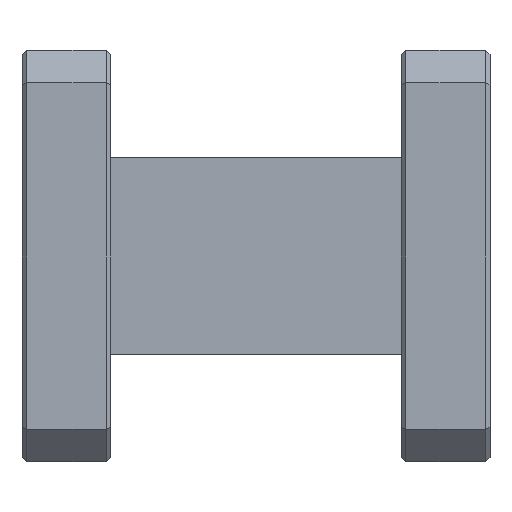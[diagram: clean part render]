
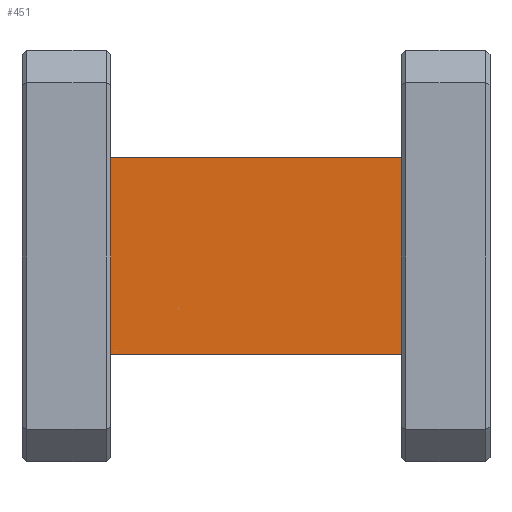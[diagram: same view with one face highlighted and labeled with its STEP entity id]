
A CAD part, front view. The second image highlights one B-rep face of the part: STEP entity #451.
In plain terms, the highlighted planar face has unit normal (0, -1, 0).
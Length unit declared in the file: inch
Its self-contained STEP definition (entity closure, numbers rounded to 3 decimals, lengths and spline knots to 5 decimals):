
#80 = DIRECTION ( 'NONE',  ( -1., 0., 0. ) ) ;
#105 = VERTEX_POINT ( 'NONE', #142 ) ;
#122 = EDGE_CURVE ( 'NONE', #1655, #1377, #2383, .T. ) ;
#134 = CARTESIAN_POINT ( 'NONE',  ( 0.81, -0.125, 0.21 ) ) ;
#138 = VECTOR ( 'NONE', #80, 39.37008 ) ;
#142 = CARTESIAN_POINT ( 'NONE',  ( 0.19, -0.125, -0.21 ) ) ;
#155 = EDGE_CURVE ( 'NONE', #318, #105, #1117, .T. ) ;
#163 = CARTESIAN_POINT ( 'NONE',  ( 0.81, -0.125, -0.21 ) ) ;
#177 = CARTESIAN_POINT ( 'NONE',  ( 0.81, -0.125, -0.21 ) ) ;
#222 = ORIENTED_EDGE ( 'NONE', *, *, #122, .F. ) ;
#294 = EDGE_LOOP ( 'NONE', ( #553, #350, #222, #841 ) ) ;
#313 = EDGE_CURVE ( 'NONE', #1377, #105, #1210, .T. ) ;
#318 = VERTEX_POINT ( 'NONE', #679 ) ;
#350 = ORIENTED_EDGE ( 'NONE', *, *, #313, .F. ) ;
#409 = CARTESIAN_POINT ( 'NONE',  ( 0.19, -0.125, -0.21 ) ) ;
#451 = ADVANCED_FACE ( 'NONE', ( #1622 ), #2182, .F. ) ;
#553 = ORIENTED_EDGE ( 'NONE', *, *, #155, .T. ) ;
#610 = DIRECTION ( 'NONE',  ( 0., 0., -1. ) ) ;
#679 = CARTESIAN_POINT ( 'NONE',  ( 0.19, -0.125, 0.21 ) ) ;
#781 = CARTESIAN_POINT ( 'NONE',  ( 0.81, -0.125, 0.21 ) ) ;
#841 = ORIENTED_EDGE ( 'NONE', *, *, #1218, .T. ) ;
#921 = DIRECTION ( 'NONE',  ( 0., 0., -1. ) ) ;
#1032 = VECTOR ( 'NONE', #1891, 39.37008 ) ;
#1117 = LINE ( 'NONE', #409, #1688 ) ;
#1210 = LINE ( 'NONE', #2324, #138 ) ;
#1218 = EDGE_CURVE ( 'NONE', #1655, #318, #1700, .T. ) ;
#1224 = VECTOR ( 'NONE', #921, 39.37008 ) ;
#1377 = VERTEX_POINT ( 'NONE', #2313 ) ;
#1622 = FACE_OUTER_BOUND ( 'NONE', #294, .T. ) ;
#1643 = DIRECTION ( 'NONE',  ( 0., 0., 1. ) ) ;
#1655 = VERTEX_POINT ( 'NONE', #134 ) ;
#1688 = VECTOR ( 'NONE', #610, 39.37008 ) ;
#1700 = LINE ( 'NONE', #781, #1032 ) ;
#1891 = DIRECTION ( 'NONE',  ( -1., 0., 0. ) ) ;
#2012 = DIRECTION ( 'NONE',  ( 0., 1., 0. ) ) ;
#2182 = PLANE ( 'NONE',  #2271 ) ;
#2271 = AXIS2_PLACEMENT_3D ( 'NONE', #163, #2012, #1643 ) ;
#2313 = CARTESIAN_POINT ( 'NONE',  ( 0.81, -0.125, -0.21 ) ) ;
#2324 = CARTESIAN_POINT ( 'NONE',  ( 0.81, -0.125, -0.21 ) ) ;
#2383 = LINE ( 'NONE', #177, #1224 ) ;
